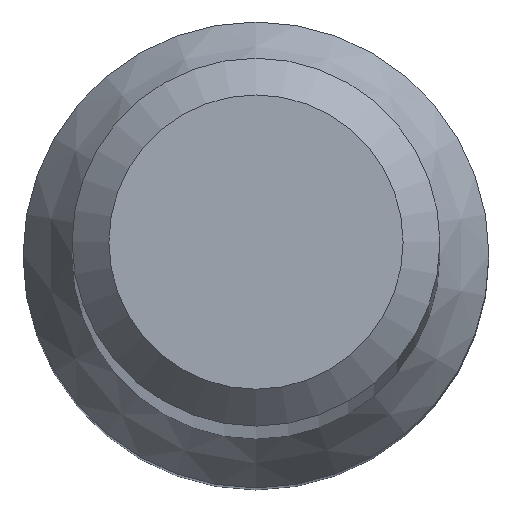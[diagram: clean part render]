
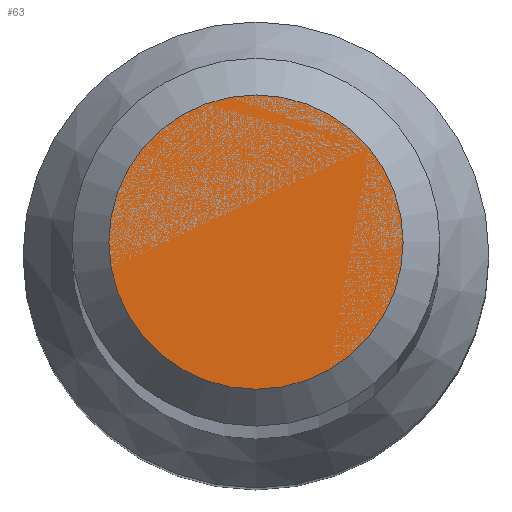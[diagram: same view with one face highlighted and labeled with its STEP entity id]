
A CAD part, top view. The second image highlights one B-rep face of the part: STEP entity #63.
In plain terms, the highlighted planar face has unit normal (0, 0, 1).
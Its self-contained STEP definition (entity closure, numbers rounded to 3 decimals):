
#12 = CARTESIAN_POINT ( 'NONE',  ( 0., 0., 70. ) ) ;
#41 = CARTESIAN_POINT ( 'NONE',  ( 0., 0., 70. ) ) ;
#47 = DIRECTION ( 'NONE',  ( 0., 1., 0. ) ) ;
#58 = AXIS2_PLACEMENT_3D ( 'NONE', #41, #236, #47 ) ;
#63 = ADVANCED_FACE ( 'NONE', ( #237 ), #137, .F. ) ;
#75 = ORIENTED_EDGE ( 'NONE', *, *, #280, .F. ) ;
#83 = DIRECTION ( 'NONE',  ( 0., 0., -1. ) ) ;
#87 = VERTEX_POINT ( 'NONE', #183 ) ;
#104 = EDGE_LOOP ( 'NONE', ( #75 ) ) ;
#137 = PLANE ( 'NONE',  #58 ) ;
#183 = CARTESIAN_POINT ( 'NONE',  ( 0., 1.2, 70. ) ) ;
#232 = AXIS2_PLACEMENT_3D ( 'NONE', #12, #83, #294 ) ;
#236 = DIRECTION ( 'NONE',  ( 0., 0., -1. ) ) ;
#237 = FACE_OUTER_BOUND ( 'NONE', #104, .T. ) ;
#261 = CIRCLE ( 'NONE', #232, 1.2 ) ;
#280 = EDGE_CURVE ( 'NONE', #87, #87, #261, .T. ) ;
#294 = DIRECTION ( 'NONE',  ( 0., 1., 0. ) ) ;
